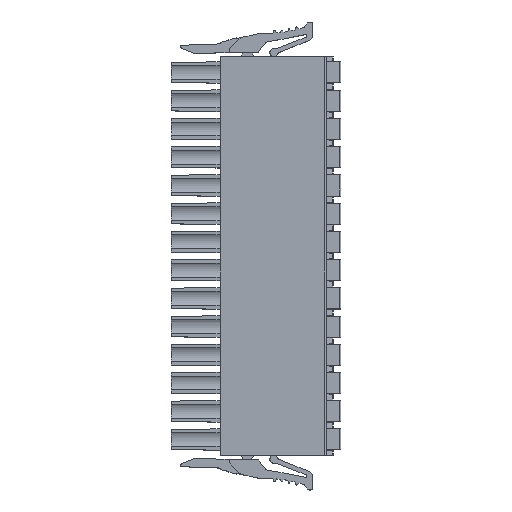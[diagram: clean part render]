
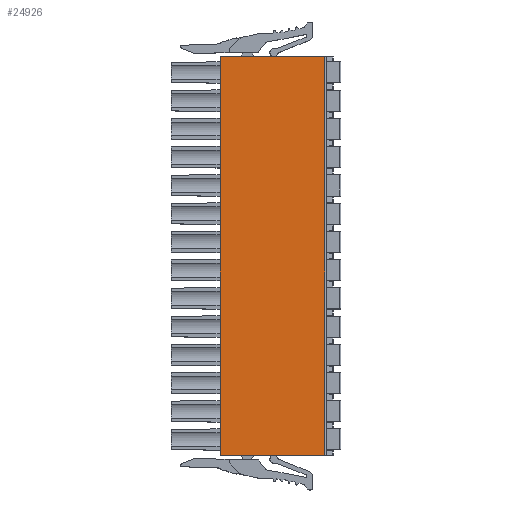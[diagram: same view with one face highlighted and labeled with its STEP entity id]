
A CAD part, top view. The second image highlights one B-rep face of the part: STEP entity #24926.
In plain terms, the highlighted planar face has unit normal (0, 0, 1).
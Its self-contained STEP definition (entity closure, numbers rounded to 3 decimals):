
#5701=DIRECTION('',(0.,1.,0.));
#5702=VECTOR('',#5701,53.73);
#5703=CARTESIAN_POINT('',(7.475,-22.265,3.4));
#5704=LINE('',#5703,#5702);
#5709=DIRECTION('',(0.,1.,0.));
#5710=VECTOR('',#5709,53.73);
#5711=CARTESIAN_POINT('',(-6.625,-22.265,
3.4));
#5712=LINE('',#5711,#5710);
#7978=DIRECTION('',(-1.,0.,0.));
#7979=VECTOR('',#7978,14.1);
#7980=CARTESIAN_POINT('',(7.475,31.465,3.4));
#7981=LINE('',#7980,#7979);
#9234=DIRECTION('',(1.,0.,0.));
#9235=VECTOR('',#9234,14.1);
#9236=CARTESIAN_POINT('',(-6.625,-22.265,
3.4));
#9237=LINE('',#9236,#9235);
#13822=CARTESIAN_POINT('',(-6.625,-22.265,
3.4));
#13823=VERTEX_POINT('',#13822);
#13850=CARTESIAN_POINT('',(7.475,-22.265,
3.4));
#13851=VERTEX_POINT('',#13850);
#16970=CARTESIAN_POINT('',(-6.625,31.465,
3.4));
#16971=VERTEX_POINT('',#16970);
#16972=CARTESIAN_POINT('',(7.475,31.465,3.4));
#16973=VERTEX_POINT('',#16972);
#24912=CARTESIAN_POINT('',(4.299,-14.645,3.4));
#24913=DIRECTION('',(0.,0.,1.));
#24914=DIRECTION('',(-1.,0.,0.));
#24915=AXIS2_PLACEMENT_3D('',#24912,#24913,#24914);
#24916=PLANE('',#24915);
#24918=ORIENTED_EDGE('',*,*,#24917,.T.);
#24920=ORIENTED_EDGE('',*,*,#24919,.F.);
#24921=ORIENTED_EDGE('',*,*,#24902,.F.);
#24923=ORIENTED_EDGE('',*,*,#24922,.F.);
#24924=EDGE_LOOP('',(#24918,#24920,#24921,#24923));
#24925=FACE_OUTER_BOUND('',#24924,.F.);
#24902=EDGE_CURVE('',#13851,#16973,#5704,.T.);
#24917=EDGE_CURVE('',#13823,#16971,#5712,.T.);
#24919=EDGE_CURVE('',#16973,#16971,#7981,.T.);
#24922=EDGE_CURVE('',#13823,#13851,#9237,.T.);
#24926=ADVANCED_FACE('',(#24925),#24916,.T.);
